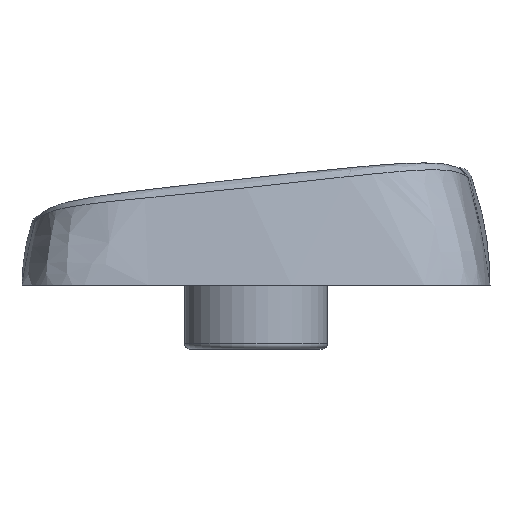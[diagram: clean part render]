
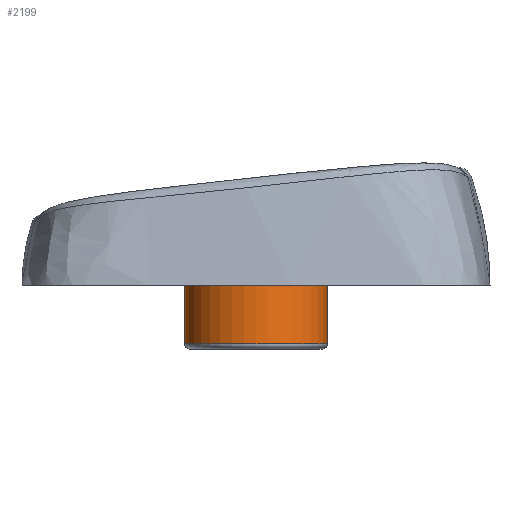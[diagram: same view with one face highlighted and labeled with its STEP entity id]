
A CAD part, left-side view. The second image highlights one B-rep face of the part: STEP entity #2199.
In plain terms, the highlighted cylindrical face has radius 2.75 mm (diameter 5.5 mm), a full revolution.
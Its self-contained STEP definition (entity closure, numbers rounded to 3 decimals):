
#147=CYLINDRICAL_SURFACE('',#2374,2.75);
#217=LINE('',#3205,#376);
#376=VECTOR('',#2618,2.75);
#569=FACE_OUTER_BOUND('',#690,.T.);
#690=EDGE_LOOP('',(#1509,#1510,#1511,#1512,#1513));
#816=CIRCLE('',#2367,2.75);
#817=CIRCLE('',#2368,2.75);
#822=CIRCLE('',#2375,2.75);
#895=VERTEX_POINT('',#3165);
#896=VERTEX_POINT('',#3167);
#913=VERTEX_POINT('',#3204);
#1137=EDGE_CURVE('',#895,#896,#816,.T.);
#1138=EDGE_CURVE('',#896,#895,#817,.T.);
#1155=EDGE_CURVE('',#896,#913,#217,.T.);
#1156=EDGE_CURVE('',#913,#913,#822,.T.);
#1509=ORIENTED_EDGE('',*,*,#1138,.F.);
#1510=ORIENTED_EDGE('',*,*,#1155,.T.);
#1511=ORIENTED_EDGE('',*,*,#1156,.F.);
#1512=ORIENTED_EDGE('',*,*,#1155,.F.);
#1513=ORIENTED_EDGE('',*,*,#1137,.F.);
#2199=ADVANCED_FACE('',(#569),#147,.T.);
#2367=AXIS2_PLACEMENT_3D('',#3168,#2590,#2591);
#2368=AXIS2_PLACEMENT_3D('',#3169,#2592,#2593);
#2374=AXIS2_PLACEMENT_3D('',#3203,#2616,#2617);
#2375=AXIS2_PLACEMENT_3D('',#3206,#2619,#2620);
#2590=DIRECTION('center_axis',(0.,0.,
-1.));
#2591=DIRECTION('ref_axis',(1.,0.,0.));
#2592=DIRECTION('center_axis',(0.,0.,
-1.));
#2593=DIRECTION('ref_axis',(1.,0.,0.));
#2616=DIRECTION('center_axis',(0.,0.,
-1.));
#2617=DIRECTION('ref_axis',(1.,0.,0.));
#2618=DIRECTION('',(0.,0.,1.));
#2619=DIRECTION('center_axis',(0.,0.,
1.));
#2620=DIRECTION('ref_axis',(1.,0.,0.));
#3165=CARTESIAN_POINT('',(-9.249,0.,-3.1));
#3167=CARTESIAN_POINT('',(-14.749,0.,-3.1));
#3168=CARTESIAN_POINT('Origin',(-11.999,0.,-3.1));
#3169=CARTESIAN_POINT('Origin',(-11.999,0.,-3.1));
#3203=CARTESIAN_POINT('Origin',(-11.999,0.,0.));
#3204=CARTESIAN_POINT('',(-14.749,0.,-0.25));
#3205=CARTESIAN_POINT('',(-14.749,0.,0.));
#3206=CARTESIAN_POINT('Origin',(-11.999,0.,-0.25));
